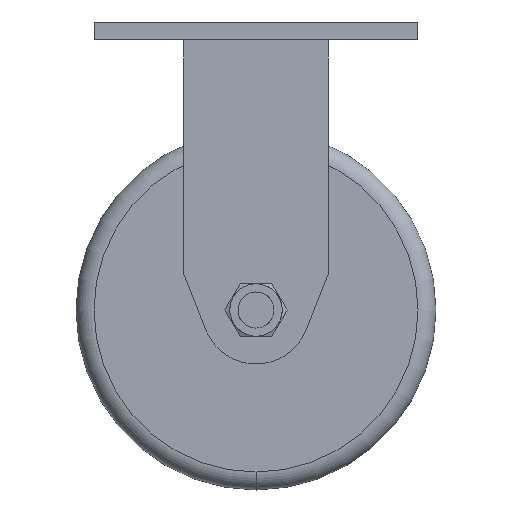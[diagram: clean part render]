
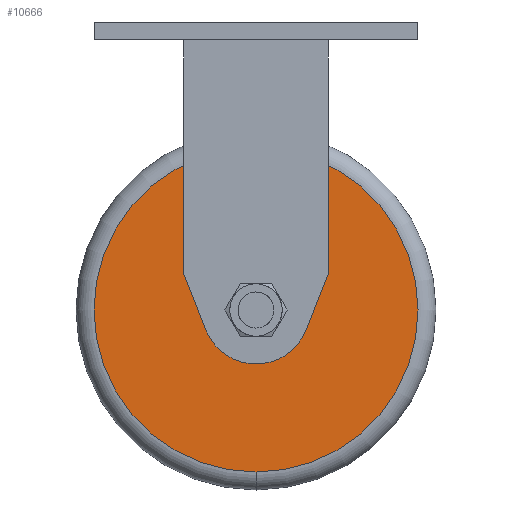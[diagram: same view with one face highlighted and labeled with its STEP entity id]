
A CAD part, left-side view. The second image highlights one B-rep face of the part: STEP entity #10666.
In plain terms, the highlighted planar face has unit normal (-1, 0, 0).
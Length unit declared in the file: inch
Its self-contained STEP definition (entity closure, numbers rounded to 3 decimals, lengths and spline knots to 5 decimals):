
#10424=CARTESIAN_POINT('',(-1.00001,0.,0.25002));
#10425=VERTEX_POINT('',#10424);
#10451=CARTESIAN_POINT('',(-1.00001,0.,4.75001));
#10452=VERTEX_POINT('',#10451);
#10460=CARTESIAN_POINT('',(-1.00001,-2.24999,2.50002));
#10461=VERTEX_POINT('',#10460);
#10462=CARTESIAN_POINT('',(-1.00001,0.,2.50002));
#10463=DIRECTION('',(1.0,0.0,0.0));
#10464=DIRECTION('',(0.0,1.0,0.0));
#10465=AXIS2_PLACEMENT_3D('',#10462,#10463,#10464);
#10466=CIRCLE('',#10465,2.24999);
#10467=EDGE_CURVE('',#10452,#10461,#10466,.T.);
#10469=CARTESIAN_POINT('',(-1.00001,0.,2.50002));
#10470=DIRECTION('',(1.0,0.0,0.0));
#10471=DIRECTION('',(0.0,1.0,0.0));
#10472=AXIS2_PLACEMENT_3D('',#10469,#10470,#10471);
#10473=CIRCLE('',#10472,2.24999);
#10474=EDGE_CURVE('',#10461,#10425,#10473,.T.);
#10643=CARTESIAN_POINT('',(-1.00001,0.,2.50002));
#10644=DIRECTION('',(1.0,0.0,0.0));
#10645=DIRECTION('',(0.0,1.0,0.0));
#10646=AXIS2_PLACEMENT_3D('',#10643,#10644,#10645);
#10647=CIRCLE('',#10646,2.24999);
#10648=EDGE_CURVE('',#10425,#10452,#10647,.T.);
#10656=CARTESIAN_POINT('',(-1.00001,-2.49999,2.50002));
#10657=DIRECTION('',(-1.0,0.0,0.0));
#10658=DIRECTION('',(0.0,0.0,1.0));
#10659=AXIS2_PLACEMENT_3D('',#10656,#10657,#10658);
#10660=PLANE('',#10659);
#10661=ORIENTED_EDGE('',*,*,#10474,.F.);
#10662=ORIENTED_EDGE('',*,*,#10467,.F.);
#10663=ORIENTED_EDGE('',*,*,#10648,.F.);
#10664=EDGE_LOOP('',(#10661,#10662,#10663));
#10665=FACE_OUTER_BOUND('',#10664,.T.);
#10666=ADVANCED_FACE('',(#10665),#10660,.T.);
